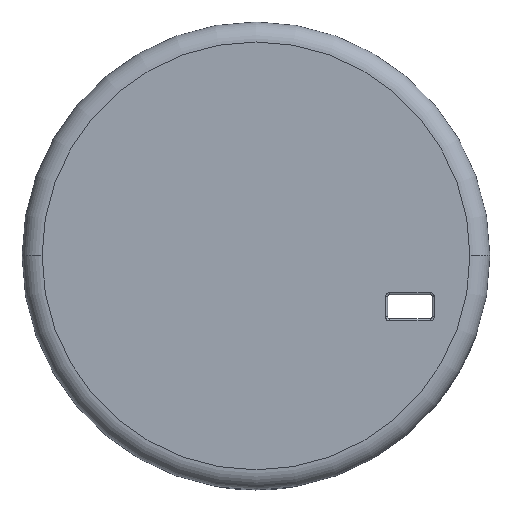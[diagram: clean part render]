
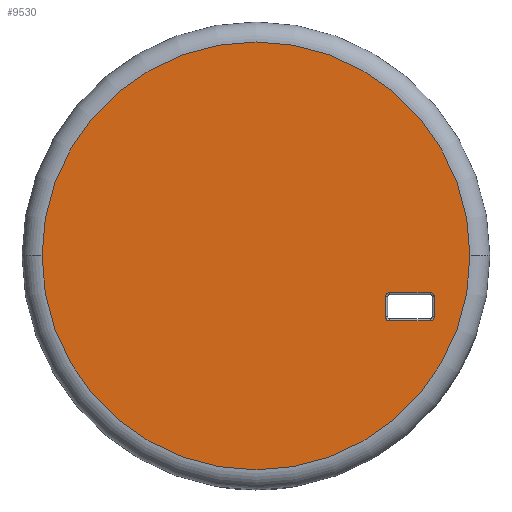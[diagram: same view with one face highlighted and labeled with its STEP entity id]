
A CAD part, top view. The second image highlights one B-rep face of the part: STEP entity #9530.
In plain terms, the highlighted planar face has unit normal (0, 0, 1).
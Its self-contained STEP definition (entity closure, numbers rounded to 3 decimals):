
#125 = CARTESIAN_POINT ( 'NONE',  ( 0., 0., 16.4 ) ) ;
#188 = VECTOR ( 'NONE', #524, 1000. ) ;
#303 = LINE ( 'NONE', #4817, #8009 ) ;
#481 = DIRECTION ( 'NONE',  ( -1., 0., 0. ) ) ;
#524 = DIRECTION ( 'NONE',  ( 1., 0., 0. ) ) ;
#632 = VERTEX_POINT ( 'NONE', #6224 ) ;
#870 = CIRCLE ( 'NONE', #7962, 1. ) ;
#1348 = DIRECTION ( 'NONE',  ( 0., 0., -1. ) ) ;
#1356 = ORIENTED_EDGE ( 'NONE', *, *, #2670, .T. ) ;
#2047 = AXIS2_PLACEMENT_3D ( 'NONE', #10226, #4281, #3398 ) ;
#2252 = EDGE_CURVE ( 'NONE', #10279, #2563, #870, .T. ) ;
#2269 = DIRECTION ( 'NONE',  ( 1., 0., 0. ) ) ;
#2476 = VERTEX_POINT ( 'NONE', #10522 ) ;
#2483 = EDGE_LOOP ( 'NONE', ( #11193, #3387, #4199, #4537, #4973, #10002, #9985, #1356 ) ) ;
#2563 = VERTEX_POINT ( 'NONE', #2689 ) ;
#2569 = LINE ( 'NONE', #3672, #6381 ) ;
#2574 = CARTESIAN_POINT ( 'NONE',  ( 43.56, -15.27, 16.4 ) ) ;
#2670 = EDGE_CURVE ( 'NONE', #8084, #6068, #11256, .T. ) ;
#2689 = CARTESIAN_POINT ( 'NONE',  ( 44.56, -10.19, 16.4 ) ) ;
#2765 = DIRECTION ( 'NONE',  ( 1., 0., 0. ) ) ;
#2877 = EDGE_CURVE ( 'NONE', #2563, #632, #6014, .T. ) ;
#3014 = VERTEX_POINT ( 'NONE', #10254 ) ;
#3163 = FACE_BOUND ( 'NONE', #2483, .T. ) ;
#3387 = ORIENTED_EDGE ( 'NONE', *, *, #2252, .T. ) ;
#3398 = DIRECTION ( 'NONE',  ( 1., 0., 0. ) ) ;
#3623 = DIRECTION ( 'NONE',  ( 0., 1., 0. ) ) ;
#3672 = CARTESIAN_POINT ( 'NONE',  ( 32.4, -10.19, 16.4 ) ) ;
#3798 = EDGE_LOOP ( 'NONE', ( #9758, #5864 ) ) ;
#4167 = FACE_OUTER_BOUND ( 'NONE', #3798, .T. ) ;
#4180 = AXIS2_PLACEMENT_3D ( 'NONE', #4731, #1348, #2269 ) ;
#4199 = ORIENTED_EDGE ( 'NONE', *, *, #2877, .T. ) ;
#4281 = DIRECTION ( 'NONE',  ( 0., 0., 1. ) ) ;
#4381 = CARTESIAN_POINT ( 'NONE',  ( 44.56, 0., 16.4 ) ) ;
#4537 = ORIENTED_EDGE ( 'NONE', *, *, #10875, .T. ) ;
#4582 = CARTESIAN_POINT ( 'NONE',  ( 33.4, -15.27, 16.4 ) ) ;
#4731 = CARTESIAN_POINT ( 'NONE',  ( 33.4, -10.19, 16.4 ) ) ;
#4744 = DIRECTION ( 'NONE',  ( 0., 0., -1. ) ) ;
#4807 = VERTEX_POINT ( 'NONE', #9201 ) ;
#4817 = CARTESIAN_POINT ( 'NONE',  ( 33.4, -16.27, 16.4 ) ) ;
#4918 = VECTOR ( 'NONE', #7933, 1000. ) ;
#4973 = ORIENTED_EDGE ( 'NONE', *, *, #10186, .T. ) ;
#5191 = CIRCLE ( 'NONE', #8716, 53.5 ) ;
#5491 = DIRECTION ( 'NONE',  ( 1., 0., 0. ) ) ;
#5575 = CARTESIAN_POINT ( 'NONE',  ( 0., 0., 16.4 ) ) ;
#5864 = ORIENTED_EDGE ( 'NONE', *, *, #6180, .T. ) ;
#5898 = VERTEX_POINT ( 'NONE', #8675 ) ;
#6014 = LINE ( 'NONE', #4381, #4918 ) ;
#6068 = VERTEX_POINT ( 'NONE', #8148 ) ;
#6159 = CIRCLE ( 'NONE', #10631, 1. ) ;
#6180 = EDGE_CURVE ( 'NONE', #2476, #4807, #5191, .T. ) ;
#6224 = CARTESIAN_POINT ( 'NONE',  ( 44.56, -15.27, 16.4 ) ) ;
#6310 = DIRECTION ( 'NONE',  ( 0., 0., -1. ) ) ;
#6381 = VECTOR ( 'NONE', #3623, 1000. ) ;
#6515 = EDGE_CURVE ( 'NONE', #4807, #2476, #8158, .T. ) ;
#6723 = PLANE ( 'NONE',  #2047 ) ;
#6787 = LINE ( 'NONE', #8700, #188 ) ;
#7123 = CARTESIAN_POINT ( 'NONE',  ( 32.4, -10.19, 16.4 ) ) ;
#7265 = DIRECTION ( 'NONE',  ( 0., 0., 1. ) ) ;
#7303 = CARTESIAN_POINT ( 'NONE',  ( 43.56, -16.27, 16.4 ) ) ;
#7504 = EDGE_CURVE ( 'NONE', #5898, #3014, #9165, .T. ) ;
#7933 = DIRECTION ( 'NONE',  ( 0., -1., 0. ) ) ;
#7962 = AXIS2_PLACEMENT_3D ( 'NONE', #9932, #4744, #8297 ) ;
#8009 = VECTOR ( 'NONE', #481, 1000. ) ;
#8025 = DIRECTION ( 'NONE',  ( 0., 0., -1. ) ) ;
#8084 = VERTEX_POINT ( 'NONE', #7123 ) ;
#8133 = EDGE_CURVE ( 'NONE', #3014, #8084, #2569, .T. ) ;
#8148 = CARTESIAN_POINT ( 'NONE',  ( 33.4, -9.19, 16.4 ) ) ;
#8158 = CIRCLE ( 'NONE', #10397, 53.5 ) ;
#8297 = DIRECTION ( 'NONE',  ( 1., 0., 0. ) ) ;
#8601 = AXIS2_PLACEMENT_3D ( 'NONE', #4582, #8025, #2765 ) ;
#8675 = CARTESIAN_POINT ( 'NONE',  ( 33.4, -16.27, 16.4 ) ) ;
#8700 = CARTESIAN_POINT ( 'NONE',  ( 0., -9.19, 16.4 ) ) ;
#8716 = AXIS2_PLACEMENT_3D ( 'NONE', #5575, #9134, #11177 ) ;
#9134 = DIRECTION ( 'NONE',  ( 0., 0., 1. ) ) ;
#9165 = CIRCLE ( 'NONE', #8601, 1. ) ;
#9201 = CARTESIAN_POINT ( 'NONE',  ( 53.5, 0., 16.4 ) ) ;
#9370 = CARTESIAN_POINT ( 'NONE',  ( 43.56, -9.19, 16.4 ) ) ;
#9530 = ADVANCED_FACE ( 'NONE', ( #4167, #3163 ), #6723, .T. ) ;
#9587 = EDGE_CURVE ( 'NONE', #6068, #10279, #6787, .T. ) ;
#9758 = ORIENTED_EDGE ( 'NONE', *, *, #6515, .T. ) ;
#9932 = CARTESIAN_POINT ( 'NONE',  ( 43.56, -10.19, 16.4 ) ) ;
#9940 = DIRECTION ( 'NONE',  ( 1., 0., 0. ) ) ;
#9985 = ORIENTED_EDGE ( 'NONE', *, *, #8133, .T. ) ;
#10002 = ORIENTED_EDGE ( 'NONE', *, *, #7504, .T. ) ;
#10186 = EDGE_CURVE ( 'NONE', #11022, #5898, #303, .T. ) ;
#10226 = CARTESIAN_POINT ( 'NONE',  ( 0., 0., 16.4 ) ) ;
#10254 = CARTESIAN_POINT ( 'NONE',  ( 32.4, -15.27, 16.4 ) ) ;
#10279 = VERTEX_POINT ( 'NONE', #9370 ) ;
#10397 = AXIS2_PLACEMENT_3D ( 'NONE', #125, #7265, #9940 ) ;
#10522 = CARTESIAN_POINT ( 'NONE',  ( -53.5, 0., 16.4 ) ) ;
#10631 = AXIS2_PLACEMENT_3D ( 'NONE', #2574, #6310, #5491 ) ;
#10875 = EDGE_CURVE ( 'NONE', #632, #11022, #6159, .T. ) ;
#11022 = VERTEX_POINT ( 'NONE', #7303 ) ;
#11177 = DIRECTION ( 'NONE',  ( 1., 0., 0. ) ) ;
#11193 = ORIENTED_EDGE ( 'NONE', *, *, #9587, .T. ) ;
#11256 = CIRCLE ( 'NONE', #4180, 1. ) ;
